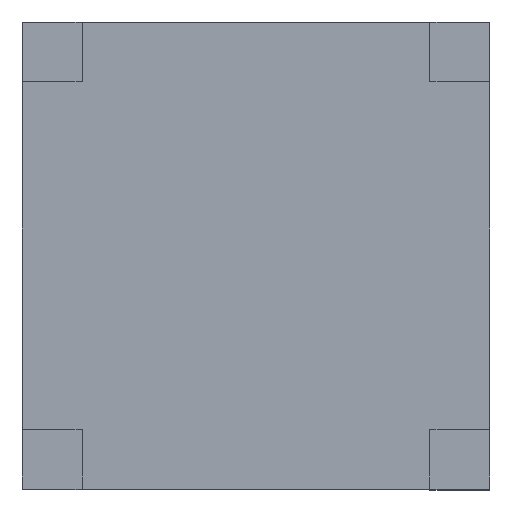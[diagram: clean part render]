
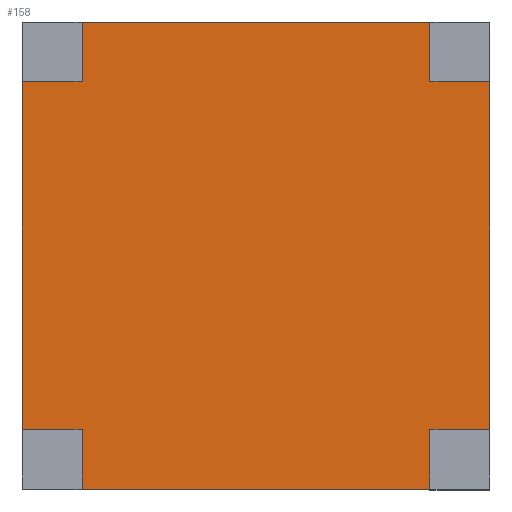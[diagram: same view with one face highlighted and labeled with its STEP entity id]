
A CAD part, top view. The second image highlights one B-rep face of the part: STEP entity #158.
In plain terms, the highlighted planar face has unit normal (0, 0, 1).
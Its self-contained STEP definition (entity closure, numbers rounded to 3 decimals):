
#6 = CARTESIAN_POINT ( 'NONE',  ( -30.234, -1.492, 7. ) ) ;
#8 = DIRECTION ( 'NONE',  ( 0., 0., -1. ) ) ;
#11 = CARTESIAN_POINT ( 'NONE',  ( -30.234, 33.508, 7. ) ) ;
#14 = CARTESIAN_POINT ( 'NONE',  ( -30.234, -1.492, 7. ) ) ;
#16 = VERTEX_POINT ( 'NONE', #396 ) ;
#19 = LINE ( 'NONE', #700, #742 ) ;
#26 = ORIENTED_EDGE ( 'NONE', *, *, #698, .T. ) ;
#57 = CARTESIAN_POINT ( 'NONE',  ( -77.234, 33.508, 7. ) ) ;
#61 = LINE ( 'NONE', #502, #434 ) ;
#67 = CARTESIAN_POINT ( 'NONE',  ( -36.234, -7.492, 7. ) ) ;
#74 = VECTOR ( 'NONE', #289, 1000. ) ;
#78 = LINE ( 'NONE', #6, #683 ) ;
#79 = FACE_OUTER_BOUND ( 'NONE', #404, .T. ) ;
#84 = DIRECTION ( 'NONE',  ( 0., -1., 0. ) ) ;
#90 = VECTOR ( 'NONE', #743, 1000. ) ;
#98 = ORIENTED_EDGE ( 'NONE', *, *, #497, .T. ) ;
#113 = CARTESIAN_POINT ( 'NONE',  ( -36.234, 39.508, 7. ) ) ;
#121 = ORIENTED_EDGE ( 'NONE', *, *, #747, .T. ) ;
#135 = VECTOR ( 'NONE', #455, 1000. ) ;
#140 = EDGE_CURVE ( 'NONE', #650, #16, #19, .T. ) ;
#142 = CARTESIAN_POINT ( 'NONE',  ( -36.234, -1.492, 7. ) ) ;
#146 = CARTESIAN_POINT ( 'NONE',  ( -36.234, 33.508, 7. ) ) ;
#152 = VECTOR ( 'NONE', #890, 1000. ) ;
#158 = ADVANCED_FACE ( 'NONE', ( #79 ), #395, .F. ) ;
#159 = LINE ( 'NONE', #851, #135 ) ;
#171 = VERTEX_POINT ( 'NONE', #14 ) ;
#175 = EDGE_CURVE ( 'NONE', #863, #254, #159, .T. ) ;
#239 = ORIENTED_EDGE ( 'NONE', *, *, #795, .T. ) ;
#247 = CARTESIAN_POINT ( 'NONE',  ( -71.234, 39.508, 7. ) ) ;
#254 = VERTEX_POINT ( 'NONE', #461 ) ;
#259 = ORIENTED_EDGE ( 'NONE', *, *, #971, .T. ) ;
#266 = DIRECTION ( 'NONE',  ( 0., 1., 0. ) ) ;
#289 = DIRECTION ( 'NONE',  ( -1., 0., 0. ) ) ;
#302 = LINE ( 'NONE', #737, #599 ) ;
#313 = DIRECTION ( 'NONE',  ( 1., 0., 0. ) ) ;
#314 = DIRECTION ( 'NONE',  ( -1., 0., 0. ) ) ;
#315 = ORIENTED_EDGE ( 'NONE', *, *, #558, .T. ) ;
#337 = EDGE_CURVE ( 'NONE', #865, #630, #885, .T. ) ;
#354 = CARTESIAN_POINT ( 'NONE',  ( -77.234, 33.508, 7. ) ) ;
#359 = DIRECTION ( 'NONE',  ( 1., 0., 0. ) ) ;
#373 = DIRECTION ( 'NONE',  ( 1., 0., 0. ) ) ;
#382 = LINE ( 'NONE', #67, #527 ) ;
#391 = AXIS2_PLACEMENT_3D ( 'NONE', #769, #8, #314 ) ;
#393 = CARTESIAN_POINT ( 'NONE',  ( -77.234, -1.492, 7. ) ) ;
#395 = PLANE ( 'NONE',  #391 ) ;
#396 = CARTESIAN_POINT ( 'NONE',  ( -71.234, 33.508, 7. ) ) ;
#404 = EDGE_LOOP ( 'NONE', ( #869, #654, #735, #98, #966, #259, #645, #26, #315, #239, #417, #121 ) ) ;
#407 = VERTEX_POINT ( 'NONE', #142 ) ;
#413 = DIRECTION ( 'NONE',  ( 0., 1., 0. ) ) ;
#416 = VECTOR ( 'NONE', #817, 1000. ) ;
#417 = ORIENTED_EDGE ( 'NONE', *, *, #784, .T. ) ;
#434 = VECTOR ( 'NONE', #413, 1000. ) ;
#437 = CARTESIAN_POINT ( 'NONE',  ( -36.234, -7.492, 7. ) ) ;
#455 = DIRECTION ( 'NONE',  ( 0., -1., 0. ) ) ;
#461 = CARTESIAN_POINT ( 'NONE',  ( -71.234, -7.492, 7. ) ) ;
#497 = EDGE_CURVE ( 'NONE', #630, #863, #302, .T. ) ;
#502 = CARTESIAN_POINT ( 'NONE',  ( -36.234, -1.492, 7. ) ) ;
#507 = LINE ( 'NONE', #880, #577 ) ;
#527 = VECTOR ( 'NONE', #373, 1000. ) ;
#543 = EDGE_CURVE ( 'NONE', #16, #865, #834, .T. ) ;
#551 = VERTEX_POINT ( 'NONE', #146 ) ;
#558 = EDGE_CURVE ( 'NONE', #171, #638, #921, .T. ) ;
#573 = CARTESIAN_POINT ( 'NONE',  ( -71.234, 39.508, 7. ) ) ;
#577 = VECTOR ( 'NONE', #266, 1000. ) ;
#580 = LINE ( 'NONE', #573, #74 ) ;
#599 = VECTOR ( 'NONE', #359, 1000. ) ;
#613 = CARTESIAN_POINT ( 'NONE',  ( -30.234, 33.508, 7. ) ) ;
#630 = VERTEX_POINT ( 'NONE', #393 ) ;
#638 = VERTEX_POINT ( 'NONE', #613 ) ;
#645 = ORIENTED_EDGE ( 'NONE', *, *, #853, .T. ) ;
#646 = CARTESIAN_POINT ( 'NONE',  ( -71.234, -1.492, 7. ) ) ;
#650 = VERTEX_POINT ( 'NONE', #247 ) ;
#654 = ORIENTED_EDGE ( 'NONE', *, *, #543, .T. ) ;
#655 = CARTESIAN_POINT ( 'NONE',  ( -36.234, 33.508, 7. ) ) ;
#656 = CARTESIAN_POINT ( 'NONE',  ( -77.234, -1.492, 7. ) ) ;
#683 = VECTOR ( 'NONE', #313, 1000. ) ;
#686 = DIRECTION ( 'NONE',  ( 0., 1., 0. ) ) ;
#698 = EDGE_CURVE ( 'NONE', #407, #171, #78, .T. ) ;
#700 = CARTESIAN_POINT ( 'NONE',  ( -71.234, 33.508, 7. ) ) ;
#735 = ORIENTED_EDGE ( 'NONE', *, *, #337, .T. ) ;
#737 = CARTESIAN_POINT ( 'NONE',  ( -71.234, -1.492, 7. ) ) ;
#742 = VECTOR ( 'NONE', #84, 1000. ) ;
#743 = DIRECTION ( 'NONE',  ( -1., 0., 0. ) ) ;
#747 = EDGE_CURVE ( 'NONE', #777, #650, #580, .T. ) ;
#769 = CARTESIAN_POINT ( 'NONE',  ( 0., 0., 7. ) ) ;
#777 = VERTEX_POINT ( 'NONE', #113 ) ;
#784 = EDGE_CURVE ( 'NONE', #551, #777, #507, .T. ) ;
#795 = EDGE_CURVE ( 'NONE', #638, #551, #816, .T. ) ;
#816 = LINE ( 'NONE', #655, #152 ) ;
#817 = DIRECTION ( 'NONE',  ( 0., -1., 0. ) ) ;
#834 = LINE ( 'NONE', #354, #90 ) ;
#851 = CARTESIAN_POINT ( 'NONE',  ( -71.234, -7.492, 7. ) ) ;
#853 = EDGE_CURVE ( 'NONE', #899, #407, #61, .T. ) ;
#863 = VERTEX_POINT ( 'NONE', #646 ) ;
#865 = VERTEX_POINT ( 'NONE', #57 ) ;
#869 = ORIENTED_EDGE ( 'NONE', *, *, #140, .T. ) ;
#880 = CARTESIAN_POINT ( 'NONE',  ( -36.234, 39.508, 7. ) ) ;
#885 = LINE ( 'NONE', #656, #416 ) ;
#886 = VECTOR ( 'NONE', #686, 1000. ) ;
#890 = DIRECTION ( 'NONE',  ( -1., 0., 0. ) ) ;
#899 = VERTEX_POINT ( 'NONE', #437 ) ;
#921 = LINE ( 'NONE', #11, #886 ) ;
#966 = ORIENTED_EDGE ( 'NONE', *, *, #175, .T. ) ;
#971 = EDGE_CURVE ( 'NONE', #254, #899, #382, .T. ) ;
